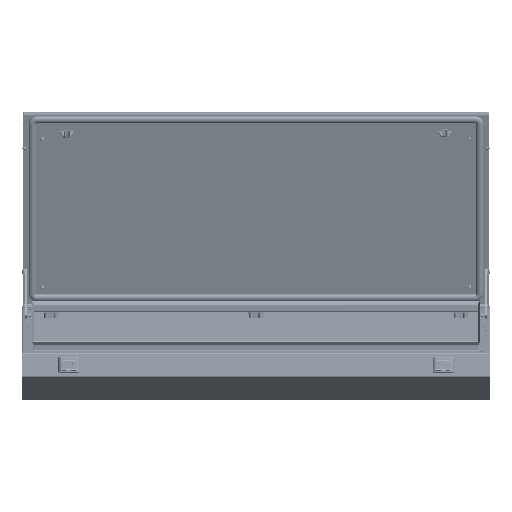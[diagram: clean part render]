
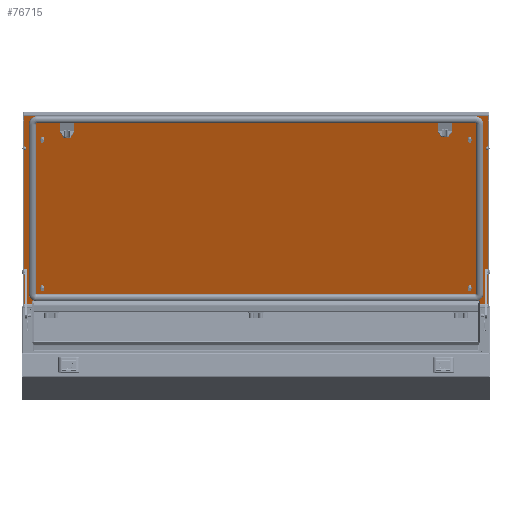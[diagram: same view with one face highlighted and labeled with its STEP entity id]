
A CAD part, front view. The second image highlights one B-rep face of the part: STEP entity #76715.
In plain terms, the highlighted face is planar.
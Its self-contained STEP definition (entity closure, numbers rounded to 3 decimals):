
#19466 = EDGE_LOOP ( 'NONE', ( #69082, #69086, #69091, #69094 ) ) ;
#38069 = LINE ( 'NONE', #128857, #38074 ) ;
#38074 = VECTOR ( 'NONE', #128851, 1000. ) ;
#39740 = AXIS2_PLACEMENT_3D ( 'NONE', #113489, #113495, #113496 ) ;
#56956 = LINE ( 'NONE', #128873, #56964 ) ;
#56964 = VECTOR ( 'NONE', #128874, 1000. ) ;
#56977 = LINE ( 'NONE', #128881, #56989 ) ;
#56980 = LINE ( 'NONE', #128865, #56984 ) ;
#56984 = VECTOR ( 'NONE', #128880, 1000. ) ;
#56989 = VECTOR ( 'NONE', #128882, 1000. ) ;
#62235 = CARTESIAN_POINT ( 'NONE',  ( -218.5, 495.5, 2. ) ) ;
#62257 = CARTESIAN_POINT ( 'NONE',  ( 218.5, 495.5, 2. ) ) ;
#62268 = CARTESIAN_POINT ( 'NONE',  ( -218.5, -495.5, 2. ) ) ;
#62294 = CARTESIAN_POINT ( 'NONE',  ( 218.5, -495.5, 2. ) ) ;
#69082 = ORIENTED_EDGE ( 'NONE', *, *, #136692, .F. ) ;
#69086 = ORIENTED_EDGE ( 'NONE', *, *, #136672, .F. ) ;
#69091 = ORIENTED_EDGE ( 'NONE', *, *, #136690, .F. ) ;
#69094 = ORIENTED_EDGE ( 'NONE', *, *, #136686, .F. ) ;
#76715 = ADVANCED_FACE ( 'NONE', ( #114071 ), #113493, .T. ) ;
#96072 = VERTEX_POINT ( 'NONE', #62235 ) ;
#96145 = VERTEX_POINT ( 'NONE', #62257 ) ;
#96249 = VERTEX_POINT ( 'NONE', #62268 ) ;
#96514 = VERTEX_POINT ( 'NONE', #62294 ) ;
#113489 = CARTESIAN_POINT ( 'NONE',  ( -219.5, -496.5, 2. ) ) ;
#113493 = PLANE ( 'NONE',  #39740 ) ;
#113495 = DIRECTION ( 'NONE',  ( 0., 0., 1. ) ) ;
#113496 = DIRECTION ( 'NONE',  ( 1., 0., 0. ) ) ;
#114071 = FACE_OUTER_BOUND ( 'NONE', #19466, .T. ) ;
#128851 = DIRECTION ( 'NONE',  ( 0., -1., 0. ) ) ;
#128857 = CARTESIAN_POINT ( 'NONE',  ( 218.5, 495.5, 2. ) ) ;
#128865 = CARTESIAN_POINT ( 'NONE',  ( -219.5, 495.5, 2. ) ) ;
#128873 = CARTESIAN_POINT ( 'NONE',  ( -218.5, -495.5, 2. ) ) ;
#128874 = DIRECTION ( 'NONE',  ( 0., 1., 0. ) ) ;
#128880 = DIRECTION ( 'NONE',  ( 1., 0., 0. ) ) ;
#128881 = CARTESIAN_POINT ( 'NONE',  ( 219.5, -495.5, 2. ) ) ;
#128882 = DIRECTION ( 'NONE',  ( -1., 0., 0. ) ) ;
#136672 = EDGE_CURVE ( 'NONE', #96145, #96514, #38069, .T. ) ;
#136686 = EDGE_CURVE ( 'NONE', #96249, #96072, #56956, .T. ) ;
#136690 = EDGE_CURVE ( 'NONE', #96072, #96145, #56980, .T. ) ;
#136692 = EDGE_CURVE ( 'NONE', #96514, #96249, #56977, .T. ) ;
